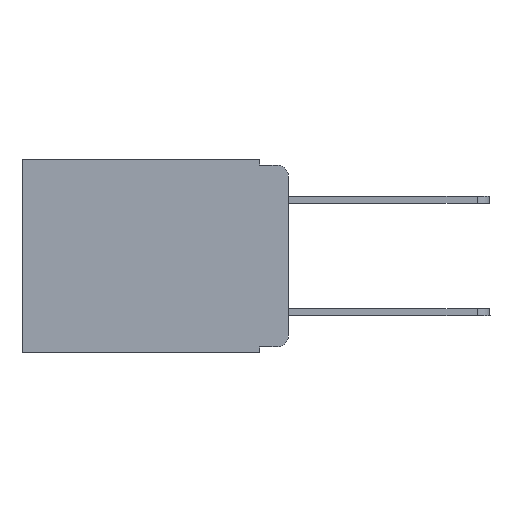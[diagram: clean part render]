
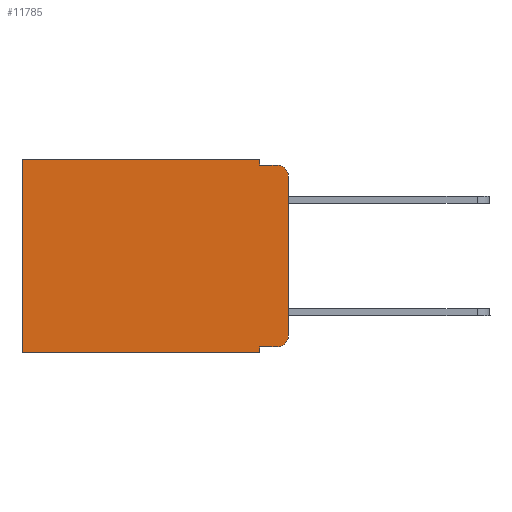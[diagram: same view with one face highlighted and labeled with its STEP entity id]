
A CAD part, left-side view. The second image highlights one B-rep face of the part: STEP entity #11785.
In plain terms, the highlighted planar face has unit normal (-1, 0, 0).
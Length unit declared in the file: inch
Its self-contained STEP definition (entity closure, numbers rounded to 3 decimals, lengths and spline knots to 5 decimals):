
#175 = VERTEX_POINT ( 'NONE', #727 ) ;
#204 = CARTESIAN_POINT ( 'NONE',  ( 0.298, 0.02, -0.01 ) ) ;
#401 = DIRECTION ( 'NONE',  ( 1., 0., 0. ) ) ;
#727 = CARTESIAN_POINT ( 'NONE',  ( 0.298, 0.051, -0.343 ) ) ;
#1394 = VERTEX_POINT ( 'NONE', #10679 ) ;
#1459 = CARTESIAN_POINT ( 'NONE',  ( 0.298, 0.051, -0.01 ) ) ;
#1508 = ORIENTED_EDGE ( 'NONE', *, *, #3864, .F. ) ;
#1610 = CARTESIAN_POINT ( 'NONE',  ( 0.298, 0.051, 0. ) ) ;
#1824 = ORIENTED_EDGE ( 'NONE', *, *, #6096, .T. ) ;
#2270 = DIRECTION ( 'NONE',  ( 0., 0., -1. ) ) ;
#2950 = VECTOR ( 'NONE', #18915, 39.37008 ) ;
#3050 = AXIS2_PLACEMENT_3D ( 'NONE', #5679, #14713, #14815 ) ;
#3063 = VECTOR ( 'NONE', #7431, 39.37008 ) ;
#3139 = VERTEX_POINT ( 'NONE', #6135 ) ;
#3180 = LINE ( 'NONE', #10646, #11089 ) ;
#3864 = EDGE_CURVE ( 'NONE', #175, #1394, #9846, .T. ) ;
#4116 = ORIENTED_EDGE ( 'NONE', *, *, #11980, .T. ) ;
#5285 = ORIENTED_EDGE ( 'NONE', *, *, #17834, .F. ) ;
#5428 = CARTESIAN_POINT ( 'NONE',  ( 0.298, 0.473, 0. ) ) ;
#5523 = CARTESIAN_POINT ( 'NONE',  ( 0.298, 0.02, -0.03 ) ) ;
#5679 = CARTESIAN_POINT ( 'NONE',  ( 0.298, 0.02, -0.313 ) ) ;
#5704 = LINE ( 'NONE', #14737, #12487 ) ;
#5754 = DIRECTION ( 'NONE',  ( 0., 1., 0. ) ) ;
#5790 = AXIS2_PLACEMENT_3D ( 'NONE', #5523, #6590, #12785 ) ;
#6096 = EDGE_CURVE ( 'NONE', #12261, #19435, #18339, .T. ) ;
#6135 = CARTESIAN_POINT ( 'NONE',  ( 0.298, 0.051, -0.01 ) ) ;
#6577 = FACE_OUTER_BOUND ( 'NONE', #16902, .T. ) ;
#6590 = DIRECTION ( 'NONE',  ( -1., 0., 0. ) ) ;
#6688 = CARTESIAN_POINT ( 'NONE',  ( 0.298, 0.051, 0. ) ) ;
#6996 = DIRECTION ( 'NONE',  ( 0., 0., -1. ) ) ;
#7077 = EDGE_CURVE ( 'NONE', #12261, #8661, #17440, .T. ) ;
#7431 = DIRECTION ( 'NONE',  ( 0., -1., 0. ) ) ;
#7519 = VERTEX_POINT ( 'NONE', #6688 ) ;
#7727 = VECTOR ( 'NONE', #15157, 39.37008 ) ;
#7912 = CARTESIAN_POINT ( 'NONE',  ( 0.298, 0.02, -0.333 ) ) ;
#8586 = CARTESIAN_POINT ( 'NONE',  ( 0.298, 0., 0. ) ) ;
#8661 = VERTEX_POINT ( 'NONE', #18897 ) ;
#8781 = LINE ( 'NONE', #1610, #12212 ) ;
#9139 = CARTESIAN_POINT ( 'NONE',  ( 0.298, 0.051, -0.333 ) ) ;
#9640 = PLANE ( 'NONE',  #17840 ) ;
#9846 = LINE ( 'NONE', #10034, #2950 ) ;
#10034 = CARTESIAN_POINT ( 'NONE',  ( 0.298, 0., -0.343 ) ) ;
#10337 = EDGE_CURVE ( 'NONE', #14667, #14743, #11981, .T. ) ;
#10586 = VECTOR ( 'NONE', #5754, 39.37008 ) ;
#10646 = CARTESIAN_POINT ( 'NONE',  ( 0.298, 0.051, 0. ) ) ;
#10679 = CARTESIAN_POINT ( 'NONE',  ( 0.298, 0.473, -0.343 ) ) ;
#11049 = EDGE_CURVE ( 'NONE', #7519, #16874, #19034, .T. ) ;
#11055 = CARTESIAN_POINT ( 'NONE',  ( 0.298, 0.051, -0.333 ) ) ;
#11089 = VECTOR ( 'NONE', #19329, 39.37008 ) ;
#11521 = CIRCLE ( 'NONE', #3050, 0.02 ) ;
#11785 = ADVANCED_FACE ( 'NONE', ( #6577 ), #9640, .F. ) ;
#11980 = EDGE_CURVE ( 'NONE', #16874, #1394, #5704, .T. ) ;
#11981 = LINE ( 'NONE', #9139, #7727 ) ;
#12212 = VECTOR ( 'NONE', #17823, 39.37008 ) ;
#12261 = VERTEX_POINT ( 'NONE', #14129 ) ;
#12487 = VECTOR ( 'NONE', #13170, 39.37008 ) ;
#12785 = DIRECTION ( 'NONE',  ( 0., 0., -1. ) ) ;
#13020 = ORIENTED_EDGE ( 'NONE', *, *, #11049, .T. ) ;
#13170 = DIRECTION ( 'NONE',  ( 0., 0., -1. ) ) ;
#13219 = CARTESIAN_POINT ( 'NONE',  ( 0.298, 0., 0. ) ) ;
#13335 = EDGE_CURVE ( 'NONE', #3139, #19435, #13724, .T. ) ;
#13724 = LINE ( 'NONE', #1459, #3063 ) ;
#13910 = ORIENTED_EDGE ( 'NONE', *, *, #15322, .F. ) ;
#14129 = CARTESIAN_POINT ( 'NONE',  ( 0.298, 0., -0.03 ) ) ;
#14667 = VERTEX_POINT ( 'NONE', #11055 ) ;
#14671 = ORIENTED_EDGE ( 'NONE', *, *, #13335, .F. ) ;
#14713 = DIRECTION ( 'NONE',  ( -1., 0., 0. ) ) ;
#14737 = CARTESIAN_POINT ( 'NONE',  ( 0.298, 0.473, 0. ) ) ;
#14743 = VERTEX_POINT ( 'NONE', #7912 ) ;
#14815 = DIRECTION ( 'NONE',  ( 0., 0., -1. ) ) ;
#15145 = ORIENTED_EDGE ( 'NONE', *, *, #7077, .F. ) ;
#15157 = DIRECTION ( 'NONE',  ( 0., -1., 0. ) ) ;
#15282 = ORIENTED_EDGE ( 'NONE', *, *, #10337, .T. ) ;
#15322 = EDGE_CURVE ( 'NONE', #14667, #175, #8781, .T. ) ;
#15742 = CARTESIAN_POINT ( 'NONE',  ( 0.298, 0., 0. ) ) ;
#16757 = VECTOR ( 'NONE', #6996, 39.37008 ) ;
#16874 = VERTEX_POINT ( 'NONE', #5428 ) ;
#16902 = EDGE_LOOP ( 'NONE', ( #15145, #1824, #14671, #5285, #13020, #4116, #1508, #13910, #15282, #17780 ) ) ;
#17440 = LINE ( 'NONE', #8586, #16757 ) ;
#17780 = ORIENTED_EDGE ( 'NONE', *, *, #18450, .T. ) ;
#17823 = DIRECTION ( 'NONE',  ( 0., 0., -1. ) ) ;
#17834 = EDGE_CURVE ( 'NONE', #7519, #3139, #3180, .T. ) ;
#17840 = AXIS2_PLACEMENT_3D ( 'NONE', #15742, #401, #2270 ) ;
#18339 = CIRCLE ( 'NONE', #5790, 0.02 ) ;
#18450 = EDGE_CURVE ( 'NONE', #14743, #8661, #11521, .T. ) ;
#18897 = CARTESIAN_POINT ( 'NONE',  ( 0.298, 0., -0.313 ) ) ;
#18915 = DIRECTION ( 'NONE',  ( 0., 1., 0. ) ) ;
#19034 = LINE ( 'NONE', #13219, #10586 ) ;
#19329 = DIRECTION ( 'NONE',  ( 0., 0., -1. ) ) ;
#19435 = VERTEX_POINT ( 'NONE', #204 ) ;
